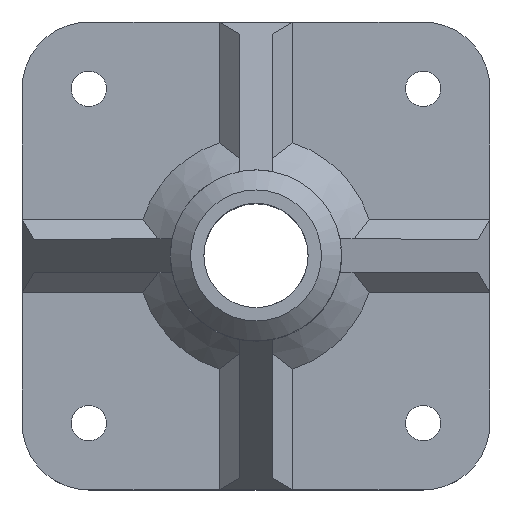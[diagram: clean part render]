
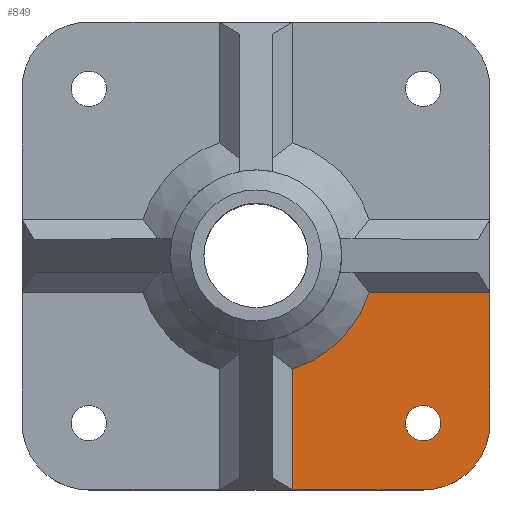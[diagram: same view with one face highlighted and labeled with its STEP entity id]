
A CAD part, top view. The second image highlights one B-rep face of the part: STEP entity #849.
In plain terms, the highlighted planar face has unit normal (0, 0, 1).
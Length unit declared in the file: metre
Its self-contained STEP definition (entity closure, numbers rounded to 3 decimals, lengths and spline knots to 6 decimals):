
#19=PLANE('',#928);
#67=LINE('',#1387,#131);
#68=LINE('',#1389,#132);
#69=LINE('',#1393,#133);
#70=LINE('',#1395,#134);
#131=VECTOR('',#1052,1.);
#132=VECTOR('',#1053,1.);
#133=VECTOR('',#1056,1.);
#134=VECTOR('',#1057,1.);
#192=CIRCLE('',#929,0.0178);
#193=CIRCLE('',#930,0.01);
#194=CIRCLE('',#931,0.00265);
#248=ORIENTED_EDGE('',*,*,#488,.T.);
#249=ORIENTED_EDGE('',*,*,#489,.T.);
#250=ORIENTED_EDGE('',*,*,#490,.T.);
#251=ORIENTED_EDGE('',*,*,#491,.T.);
#252=ORIENTED_EDGE('',*,*,#492,.T.);
#253=ORIENTED_EDGE('',*,*,#493,.T.);
#254=ORIENTED_EDGE('',*,*,#494,.F.);
#488=EDGE_CURVE('',#608,#609,#192,.F.);
#489=EDGE_CURVE('',#609,#610,#67,.T.);
#490=EDGE_CURVE('',#610,#611,#68,.T.);
#491=EDGE_CURVE('',#611,#612,#193,.T.);
#492=EDGE_CURVE('',#612,#613,#69,.T.);
#493=EDGE_CURVE('',#613,#608,#70,.T.);
#494=EDGE_CURVE('',#614,#614,#194,.T.);
#608=VERTEX_POINT('',#1385);
#609=VERTEX_POINT('',#1386);
#610=VERTEX_POINT('',#1388);
#611=VERTEX_POINT('',#1390);
#612=VERTEX_POINT('',#1392);
#613=VERTEX_POINT('',#1394);
#614=VERTEX_POINT('',#1397);
#691=EDGE_LOOP('',(#248,#249,#250,#251,#252,#253));
#692=EDGE_LOOP('',(#254));
#769=FACE_BOUND('',#691,.T.);
#770=FACE_BOUND('',#692,.T.);
#849=ADVANCED_FACE('',(#769,#770),#19,.T.);
#928=AXIS2_PLACEMENT_3D('',#1383,#1048,#1049);
#929=AXIS2_PLACEMENT_3D('',#1384,#1050,#1051);
#930=AXIS2_PLACEMENT_3D('',#1391,#1054,#1055);
#931=AXIS2_PLACEMENT_3D('',#1396,#1058,#1059);
#1048=DIRECTION('',(0.,0.,1.));
#1049=DIRECTION('',(1.,0.,0.));
#1050=DIRECTION('',(0.,0.,1.));
#1051=DIRECTION('',(1.,0.,0.));
#1052=DIRECTION('',(0.,-1.,0.));
#1053=DIRECTION('',(1.,0.,0.));
#1054=DIRECTION('',(0.,0.,1.));
#1055=DIRECTION('',(1.,0.,0.));
#1056=DIRECTION('',(0.,1.,0.));
#1057=DIRECTION('',(-1.,0.,0.));
#1058=DIRECTION('',(0.,0.,1.));
#1059=DIRECTION('',(1.,0.,0.));
#1383=CARTESIAN_POINT('',(0.,0.,0.005));
#1384=CARTESIAN_POINT('',(0.,0.,0.005));
#1385=CARTESIAN_POINT('',(0.016929,-0.0055,0.005));
#1386=CARTESIAN_POINT('',(0.0055,-0.016929,0.005));
#1387=CARTESIAN_POINT('',(0.0055,0.,0.005));
#1388=CARTESIAN_POINT('',(0.0055,-0.035,0.005));
#1389=CARTESIAN_POINT('',(0.,-0.035,0.005));
#1390=CARTESIAN_POINT('',(0.025,-0.035,0.005));
#1391=CARTESIAN_POINT('',(0.025,-0.025,0.005));
#1392=CARTESIAN_POINT('',(0.035,-0.025,0.005));
#1393=CARTESIAN_POINT('',(0.035,0.,0.005));
#1394=CARTESIAN_POINT('',(0.035,-0.0055,0.005));
#1395=CARTESIAN_POINT('',(0.017624,-0.0055,0.005));
#1396=CARTESIAN_POINT('',(0.025,-0.025,0.005));
#1397=CARTESIAN_POINT('',(0.02765,-0.025,0.005));
